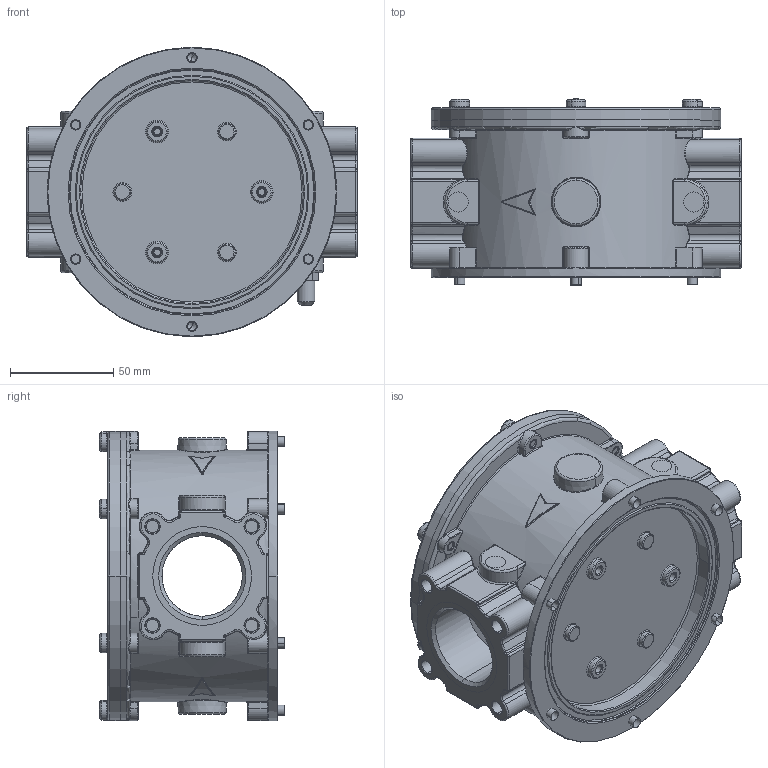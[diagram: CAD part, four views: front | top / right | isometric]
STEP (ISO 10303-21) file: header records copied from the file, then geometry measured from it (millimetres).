
FILE_DESCRIPTION((''),'2;1');
FILE_NAME('FM050000_ASM','2014-05-21T',('Matteo Bolognesi'),(''),'PRO/ENGINEER BY PARAMETRIC TECHNOLOGY CORPORATION, 2012130','PRO/ENGINEER BY PARAMETRIC TECHNOLOGY CORPORATION, 2012130','');
FILE_SCHEMA(('CONFIG_CONTROL_DESIGN'));
Products named in the file (5): CO-1020; FO-0200_1; PP-0015; VITI1; FM050000_ASM
Assembly tree (9 placements, depth 2):
  FM050000_ASM
    CO-1020
    FO-0200_1
    PP-0015
    VITI1  x6
Bounding box: 160 x 89.82 x 140 mm (x, y, z)
Volume: 424330.1 mm3; surface area: 162893.1 mm2
Topology: 9 solids, 29 shells, 1680 faces, 3972 edges, 2362 vertices
Faces by surface type: cylinder 623, torus 374, plane 306, bspline 234, cone 108, sphere 27, extrusion 8
Entity records: 54641 total; most frequent: CARTESIAN_POINT 23696, DIRECTION 6768, ORIENTED_EDGE 6372, EDGE_CURVE 3226, AXIS2_PLACEMENT_3D 2926, VERTEX_POINT 1922, CIRCLE 1765, EDGE_LOOP 1448
